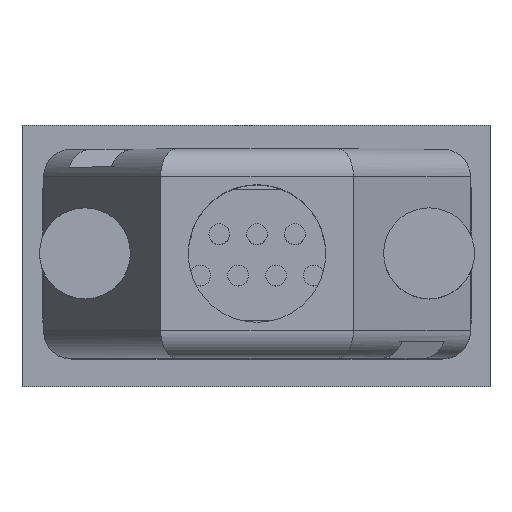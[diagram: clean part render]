
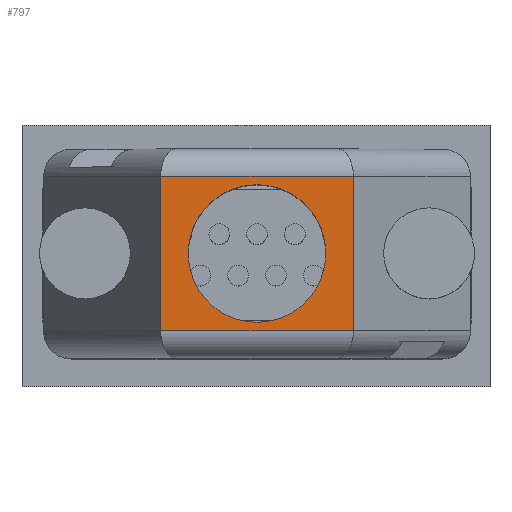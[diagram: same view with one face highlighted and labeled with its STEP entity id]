
A CAD part, top view. The second image highlights one B-rep face of the part: STEP entity #797.
In plain terms, the highlighted face is planar.
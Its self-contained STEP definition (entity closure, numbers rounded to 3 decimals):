
#25 = VECTOR ( 'NONE', #17635, 1000. ) ;
#581 = PLANE ( 'NONE',  #14144 ) ;
#797 = ADVANCED_FACE ( 'NONE', ( #8572, #4056 ), #581, .F. ) ;
#1927 = DIRECTION ( 'NONE',  ( 0., 0., -1. ) ) ;
#2419 = CARTESIAN_POINT ( 'NONE',  ( 7., 7.6, -19.8 ) ) ;
#3190 = LINE ( 'NONE', #2419, #25 ) ;
#3303 = ORIENTED_EDGE ( 'NONE', *, *, #6813, .T. ) ;
#4056 = FACE_OUTER_BOUND ( 'NONE', #9767, .T. ) ;
#4141 = VERTEX_POINT ( 'NONE', #21105 ) ;
#4425 = VECTOR ( 'NONE', #5882, 1000. ) ;
#5040 = CARTESIAN_POINT ( 'NONE',  ( -7., 7.6, -19.8 ) ) ;
#5172 = EDGE_CURVE ( 'NONE', #17089, #12344, #3190, .T. ) ;
#5882 = DIRECTION ( 'NONE',  ( -1., 0., 0. ) ) ;
#6813 = EDGE_CURVE ( 'NONE', #12344, #15530, #18182, .T. ) ;
#6970 = VECTOR ( 'NONE', #11992, 1000. ) ;
#7069 = ORIENTED_EDGE ( 'NONE', *, *, #5172, .T. ) ;
#7218 = CARTESIAN_POINT ( 'NONE',  ( -7., -5.6, -19.8 ) ) ;
#7224 = CARTESIAN_POINT ( 'NONE',  ( -7., 7.6, -19.8 ) ) ;
#7712 = EDGE_CURVE ( 'NONE', #4141, #12766, #18122, .T. ) ;
#7729 = VECTOR ( 'NONE', #16611, 1000. ) ;
#7804 = CARTESIAN_POINT ( 'NONE',  ( -7., 5.6, -19.8 ) ) ;
#8029 = CARTESIAN_POINT ( 'NONE',  ( -7., 5.6, -19.8 ) ) ;
#8550 = ORIENTED_EDGE ( 'NONE', *, *, #21611, .F. ) ;
#8572 = FACE_BOUND ( 'NONE', #13475, .T. ) ;
#9767 = EDGE_LOOP ( 'NONE', ( #8550, #13530, #7069, #3303 ) ) ;
#9878 = LINE ( 'NONE', #8029, #7729 ) ;
#10092 = EDGE_CURVE ( 'NONE', #14052, #17089, #9878, .T. ) ;
#10153 = AXIS2_PLACEMENT_3D ( 'NONE', #13674, #1927, #20874 ) ;
#10649 = DIRECTION ( 'NONE',  ( 0., 0., 1. ) ) ;
#11793 = EDGE_CURVE ( 'NONE', #12766, #4141, #17116, .T. ) ;
#11992 = DIRECTION ( 'NONE',  ( 0., -1., 0. ) ) ;
#12163 = DIRECTION ( 'NONE',  ( -1., 0., 0. ) ) ;
#12344 = VERTEX_POINT ( 'NONE', #16623 ) ;
#12650 = CARTESIAN_POINT ( 'NONE',  ( -7., -5.6, -19.8 ) ) ;
#12766 = VERTEX_POINT ( 'NONE', #19917 ) ;
#13422 = ORIENTED_EDGE ( 'NONE', *, *, #7712, .F. ) ;
#13475 = EDGE_LOOP ( 'NONE', ( #13422, #18921 ) ) ;
#13530 = ORIENTED_EDGE ( 'NONE', *, *, #10092, .T. ) ;
#13674 = CARTESIAN_POINT ( 'NONE',  ( 0., 0., -19.8 ) ) ;
#14052 = VERTEX_POINT ( 'NONE', #7804 ) ;
#14059 = DIRECTION ( 'NONE',  ( 0., 0., -1. ) ) ;
#14144 = AXIS2_PLACEMENT_3D ( 'NONE', #7224, #10649, #15930 ) ;
#15530 = VERTEX_POINT ( 'NONE', #7218 ) ;
#15930 = DIRECTION ( 'NONE',  ( 1., 0., 0. ) ) ;
#16611 = DIRECTION ( 'NONE',  ( 1., 0., 0. ) ) ;
#16623 = CARTESIAN_POINT ( 'NONE',  ( 7., -5.6, -19.8 ) ) ;
#17089 = VERTEX_POINT ( 'NONE', #17835 ) ;
#17116 = CIRCLE ( 'NONE', #10153, 5. ) ;
#17635 = DIRECTION ( 'NONE',  ( 0., -1., 0. ) ) ;
#17822 = AXIS2_PLACEMENT_3D ( 'NONE', #20555, #14059, #12163 ) ;
#17835 = CARTESIAN_POINT ( 'NONE',  ( 7., 5.6, -19.8 ) ) ;
#18122 = CIRCLE ( 'NONE', #17822, 5. ) ;
#18182 = LINE ( 'NONE', #12650, #4425 ) ;
#18921 = ORIENTED_EDGE ( 'NONE', *, *, #11793, .F. ) ;
#19917 = CARTESIAN_POINT ( 'NONE',  ( 5., 0., -19.8 ) ) ;
#20439 = LINE ( 'NONE', #5040, #6970 ) ;
#20555 = CARTESIAN_POINT ( 'NONE',  ( 0., 0., -19.8 ) ) ;
#20874 = DIRECTION ( 'NONE',  ( -1., 0., 0. ) ) ;
#21105 = CARTESIAN_POINT ( 'NONE',  ( -5., 0., -19.8 ) ) ;
#21611 = EDGE_CURVE ( 'NONE', #14052, #15530, #20439, .T. ) ;
